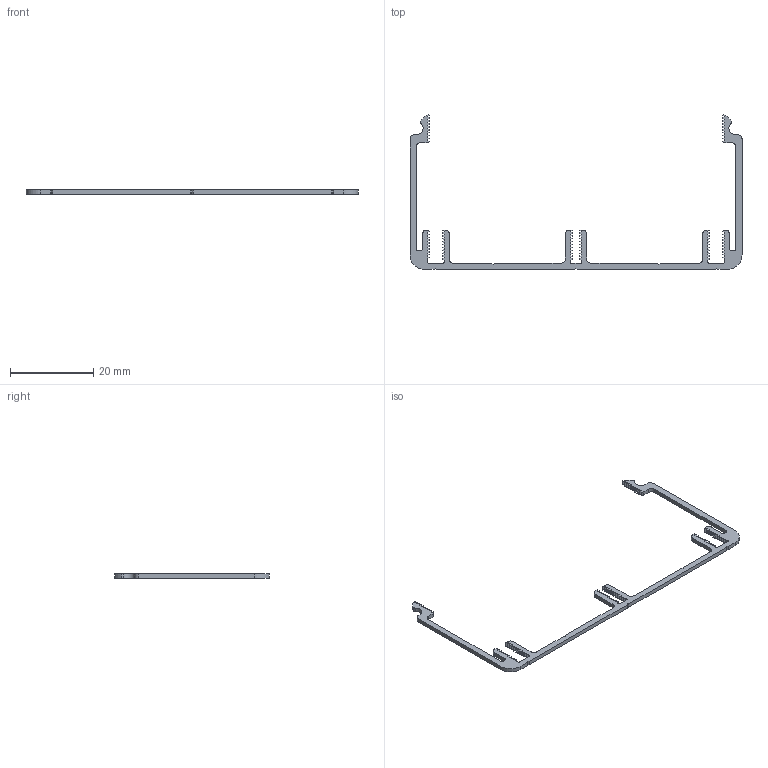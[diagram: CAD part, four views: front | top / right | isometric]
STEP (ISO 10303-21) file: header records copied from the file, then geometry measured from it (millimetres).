
FILE_DESCRIPTION(/* description */ (''),/* implementation_level */ '2;1');
FILE_NAME(/* name */ '1025308.stp.step',/* time_stamp */ '2022-08-25T16:07:06+02:00',/* author */ (''),/* organization */ (''),/* preprocessor_version */ 'ST-DEVELOPER v19',/* originating_system */ 'Autodesk Translation Framework v11.7.0.108',/* authorisation */ '');
FILE_SCHEMA (('AUTOMOTIVE_DESIGN { 1 0 10303 214 3 1 1 }'));
Length unit declared in the file: millimetre
Products named in the file (1): 1025308
Bounding box: 80 x 37.33 x 1 mm (x, y, z)
Volume: 310.3 mm3; surface area: 1054.3 mm2
Topology: 1 solids, 1 shells, 413 faces, 1233 edges, 822 vertices
Faces by surface type: plane 215, cylinder 198
Entity records: 14023 total; most frequent: CARTESIAN_POINT 2469, ORIENTED_EDGE 2466, DIRECTION 2457, EDGE_CURVE 1233, LINE 837, VECTOR 837, VERTEX_POINT 822, AXIS2_PLACEMENT_3D 810
